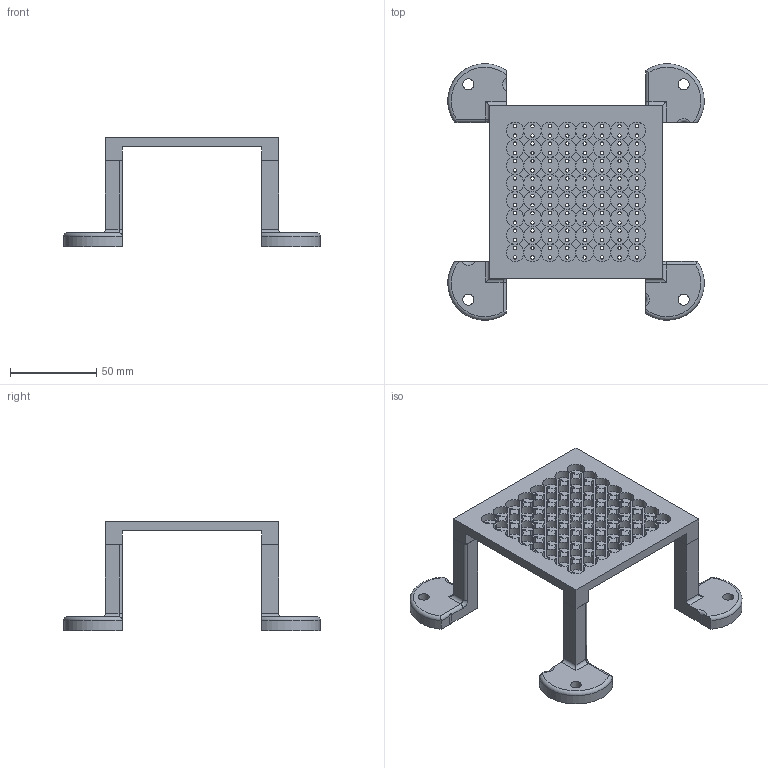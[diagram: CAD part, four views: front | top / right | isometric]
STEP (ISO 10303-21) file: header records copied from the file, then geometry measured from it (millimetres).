
FILE_DESCRIPTION(/* description */ ('STEP AP242 Edition 2','CAx-IF Rec.Pracs.---Representation and Presentation of Product Manufacturing Information (PMI)---4.0---2014-10-13','CAx-IF Rec.Pracs.---3D Tessellated Geometry---0.4---2014-09-14','2;1','CAx-IF Rec.Pracs.---User Defined Attributes---1.5---2016-08-15'),/* implementation_level */ '2;1');
FILE_NAME(/* name */ '6984937f20201f0c7cda653e',/* time_stamp */ '2026-02-05T12:56:32Z',/* author */ (''),/* organization */ (''),/* preprocessor_version */ 'ST-DEVELOPER v20',/* originating_system */ 'ONSHAPE BY PTC INC, 1.210',/* authorisation */ ' ');
FILE_SCHEMA (('AP242_MANAGED_MODEL_BASED_3D_ENGINEERING_MIM_LF { 1 0 10303 442 3 1 4 }'));
Length unit declared in the file: metre
Products named in the file (3): Montage; Part 6; Part 1
Assembly tree (5 placements, depth 2):
  Montage
    Part 6  x4
    Part 1
Bounding box: 148.87 x 148.87 x 63.5 mm (x, y, z)
Volume: 74190.8 mm3; surface area: 56555.3 mm2
Topology: 5 solids, 5 shells, 560 faces, 1452 edges, 964 vertices
Faces by surface type: cylinder 384, plane 164, torus 12
Full cylindrical faces by diameter (mm): 2 x128, 6.4 x4
Entity records: 14799 total; most frequent: DIRECTION 2764, CARTESIAN_POINT 2417, ORIENTED_EDGE 2194, AXIS2_PLACEMENT_3D 1196, EDGE_CURVE 1097, EDGE_LOOP 913, FACE_BOUND 913, VERTEX_POINT 816
